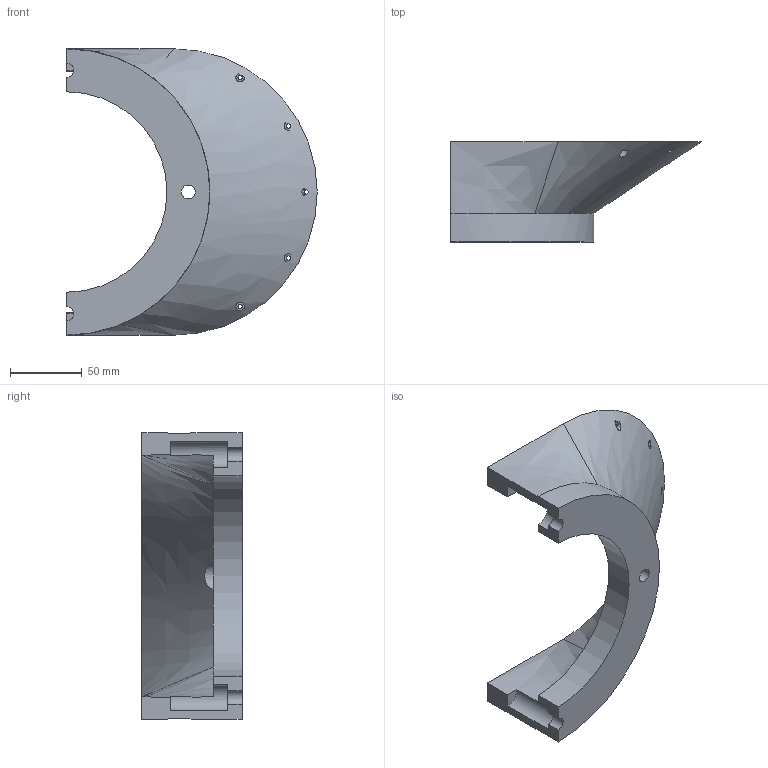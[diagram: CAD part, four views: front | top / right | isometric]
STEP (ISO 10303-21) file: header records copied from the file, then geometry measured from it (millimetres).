
FILE_DESCRIPTION(/* description */ (''),/* implementation_level */ '2;1');
FILE_NAME(/* name */ 'Chest-RightTorso.stp',/* time_stamp */ '2025-10-24T01:37:46-05:00',/* author */ ('aul12'),/* organization */ (''),/* preprocessor_version */ 'ST-DEVELOPER v19.2',/* originating_system */ 'Autodesk Inventor 2024',/* authorisation */ '');
FILE_SCHEMA (('AUTOMOTIVE_DESIGN { 1 0 10303 214 3 1 1 }'));
Length unit declared in the file: millimetre
Products named in the file (1): Chest
Bounding box: 175 x 70 x 200 mm (x, y, z)
Volume: 436499.7 mm3; surface area: 81442.2 mm2
Topology: 1 solids, 1 shells, 41 faces, 114 edges, 77 vertices
Faces by surface type: cylinder 18, plane 17, bspline 6
Full cylindrical faces by diameter (mm): 3 x4, 9.75 x1, 18 x1
Entity records: 2100 total; most frequent: CARTESIAN_POINT 1021, ORIENTED_EDGE 228, DIRECTION 191, EDGE_CURVE 114, VERTEX_POINT 77, AXIS2_PLACEMENT_3D 75, EDGE_LOOP 55, FACE_OUTER_BOUND 41
